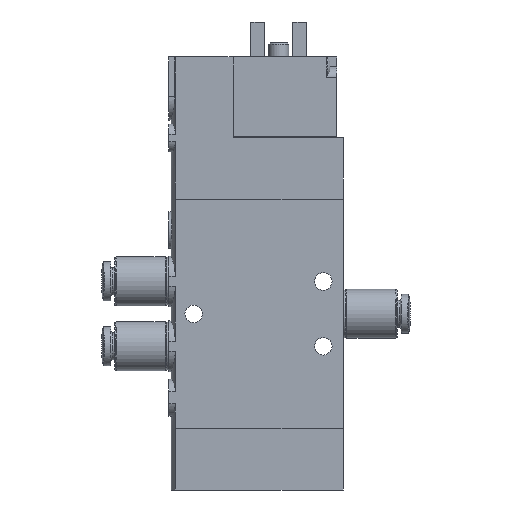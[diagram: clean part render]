
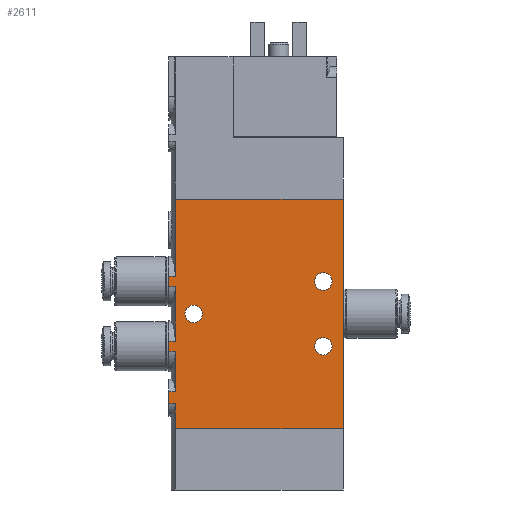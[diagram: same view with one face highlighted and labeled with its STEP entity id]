
A CAD part, left-side view. The second image highlights one B-rep face of the part: STEP entity #2611.
In plain terms, the highlighted face is planar.
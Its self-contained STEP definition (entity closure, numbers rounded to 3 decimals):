
#90=PLANE('',#3082);
#227=CIRCLE('',#3070,1.75);
#229=CIRCLE('',#3073,1.75);
#234=CIRCLE('',#3083,1.75);
#425=ORIENTED_EDGE('',*,*,#1080,.T.);
#426=ORIENTED_EDGE('',*,*,#1117,.T.);
#427=ORIENTED_EDGE('',*,*,#1109,.F.);
#428=ORIENTED_EDGE('',*,*,#1069,.T.);
#429=ORIENTED_EDGE('',*,*,#1082,.T.);
#430=ORIENTED_EDGE('',*,*,#1071,.T.);
#431=ORIENTED_EDGE('',*,*,#1112,.F.);
#432=ORIENTED_EDGE('',*,*,#1061,.T.);
#433=ORIENTED_EDGE('',*,*,#1085,.T.);
#434=ORIENTED_EDGE('',*,*,#1063,.T.);
#435=ORIENTED_EDGE('',*,*,#1104,.F.);
#436=ORIENTED_EDGE('',*,*,#1094,.T.);
#437=ORIENTED_EDGE('',*,*,#1098,.T.);
#438=ORIENTED_EDGE('',*,*,#1096,.T.);
#439=ORIENTED_EDGE('',*,*,#1107,.F.);
#440=ORIENTED_EDGE('',*,*,#1118,.F.);
#441=ORIENTED_EDGE('',*,*,#1102,.F.);
#442=ORIENTED_EDGE('',*,*,#1100,.F.);
#443=ORIENTED_EDGE('',*,*,#1119,.F.);
#1061=EDGE_CURVE('',#1422,#1421,#1676,.F.);
#1063=EDGE_CURVE('',#1423,#1424,#1677,.T.);
#1069=EDGE_CURVE('',#1430,#1429,#1680,.F.);
#1071=EDGE_CURVE('',#1431,#1432,#1681,.T.);
#1080=EDGE_CURVE('',#1441,#1440,#1685,.T.);
#1082=EDGE_CURVE('',#1429,#1431,#1687,.T.);
#1085=EDGE_CURVE('',#1421,#1423,#1689,.T.);
#1094=EDGE_CURVE('',#1449,#1450,#1694,.F.);
#1096=EDGE_CURVE('',#1452,#1451,#1695,.T.);
#1098=EDGE_CURVE('',#1450,#1452,#1696,.T.);
#1100=EDGE_CURVE('',#1454,#1454,#227,.F.);
#1102=EDGE_CURVE('',#1456,#1456,#229,.F.);
#1104=EDGE_CURVE('',#1449,#1424,#1697,.T.);
#1107=EDGE_CURVE('',#1459,#1451,#1699,.T.);
#1109=EDGE_CURVE('',#1430,#1460,#1701,.T.);
#1112=EDGE_CURVE('',#1422,#1432,#1703,.T.);
#1117=EDGE_CURVE('',#1440,#1460,#1707,.T.);
#1118=EDGE_CURVE('',#1441,#1459,#1708,.T.);
#1119=EDGE_CURVE('',#1463,#1463,#234,.F.);
#1421=VERTEX_POINT('',#4152);
#1422=VERTEX_POINT('',#4154);
#1423=VERTEX_POINT('',#4164);
#1424=VERTEX_POINT('',#4165);
#1429=VERTEX_POINT('',#4182);
#1430=VERTEX_POINT('',#4184);
#1431=VERTEX_POINT('',#4194);
#1432=VERTEX_POINT('',#4195);
#1440=VERTEX_POINT('',#4218);
#1441=VERTEX_POINT('',#4220);
#1449=VERTEX_POINT('',#4257);
#1450=VERTEX_POINT('',#4258);
#1451=VERTEX_POINT('',#4270);
#1452=VERTEX_POINT('',#4272);
#1454=VERTEX_POINT('',#4280);
#1456=VERTEX_POINT('',#4285);
#1459=VERTEX_POINT('',#4293);
#1460=VERTEX_POINT('',#4298);
#1463=VERTEX_POINT('',#4314);
#1676=LINE('',#4153,#1857);
#1677=LINE('',#4163,#1858);
#1680=LINE('',#4183,#1861);
#1681=LINE('',#4193,#1862);
#1685=LINE('',#4219,#1866);
#1687=LINE('',#4223,#1868);
#1689=LINE('',#4228,#1870);
#1694=LINE('',#4256,#1875);
#1695=LINE('',#4271,#1876);
#1696=LINE('',#4275,#1877);
#1697=LINE('',#4289,#1878);
#1699=LINE('',#4294,#1880);
#1701=LINE('',#4297,#1882);
#1703=LINE('',#4303,#1884);
#1707=LINE('',#4311,#1888);
#1708=LINE('',#4312,#1889);
#1857=VECTOR('',#3358,1000.);
#1858=VECTOR('',#3361,1000.);
#1861=VECTOR('',#3370,1000.);
#1862=VECTOR('',#3373,1000.);
#1866=VECTOR('',#3387,1000.);
#1868=VECTOR('',#3391,1000.);
#1870=VECTOR('',#3397,1000.);
#1875=VECTOR('',#3414,1000.);
#1876=VECTOR('',#3415,1000.);
#1877=VECTOR('',#3420,1000.);
#1878=VECTOR('',#3437,1000.);
#1880=VECTOR('',#3441,1000.);
#1882=VECTOR('',#3445,1000.);
#1884=VECTOR('',#3451,1000.);
#1888=VECTOR('',#3461,1000.);
#1889=VECTOR('',#3462,1000.);
#2066=EDGE_LOOP('',(#425,#426,#427,#428,#429,#430,#431,#432,#433,#434,#435,
#436,#437,#438,#439,#440));
#2067=EDGE_LOOP('',(#441));
#2068=EDGE_LOOP('',(#442));
#2069=EDGE_LOOP('',(#443));
#2312=FACE_BOUND('',#2066,.T.);
#2313=FACE_BOUND('',#2067,.T.);
#2314=FACE_BOUND('',#2068,.T.);
#2315=FACE_BOUND('',#2069,.T.);
#2611=ADVANCED_FACE('',(#2312,#2313,#2314,#2315),#90,.F.);
#3070=AXIS2_PLACEMENT_3D('',#4279,#3425,#3426);
#3073=AXIS2_PLACEMENT_3D('',#4284,#3431,#3432);
#3082=AXIS2_PLACEMENT_3D('',#4310,#3459,#3460);
#3083=AXIS2_PLACEMENT_3D('',#4313,#3463,#3464);
#3358=DIRECTION('',(0.,-1.,0.));
#3361=DIRECTION('',(0.,-1.,0.));
#3370=DIRECTION('',(0.,-1.,0.));
#3373=DIRECTION('',(0.,-1.,0.));
#3387=DIRECTION('',(-1.,0.,0.));
#3391=DIRECTION('',(1.,0.,0.));
#3397=DIRECTION('',(1.,0.,0.));
#3414=DIRECTION('',(0.,-1.,0.));
#3415=DIRECTION('',(0.,-1.,0.));
#3420=DIRECTION('',(1.,0.,0.));
#3425=DIRECTION('',(0.,0.,1.));
#3426=DIRECTION('',(1.,0.,0.));
#3431=DIRECTION('',(0.,0.,1.));
#3432=DIRECTION('',(1.,0.,0.));
#3437=DIRECTION('',(-1.,0.,0.));
#3441=DIRECTION('',(-1.,0.,0.));
#3445=DIRECTION('',(-1.,0.,0.));
#3451=DIRECTION('',(-1.,0.,0.));
#3459=DIRECTION('',(0.,0.,1.));
#3460=DIRECTION('',(1.,0.,0.));
#3461=DIRECTION('',(0.,1.,0.));
#3462=DIRECTION('',(0.,1.,0.));
#3463=DIRECTION('',(0.,0.,1.));
#3464=DIRECTION('',(1.,0.,0.));
#4152=CARTESIAN_POINT('',(28.495,35.,-5.));
#4153=CARTESIAN_POINT('',(28.495,0.,-5.));
#4154=CARTESIAN_POINT('',(28.495,33.642,-5.));
#4163=CARTESIAN_POINT('',(30.505,0.,-5.));
#4164=CARTESIAN_POINT('',(30.505,35.,-5.));
#4165=CARTESIAN_POINT('',(30.505,33.642,-5.));
#4182=CARTESIAN_POINT('',(15.495,35.,-5.));
#4183=CARTESIAN_POINT('',(15.495,0.,-5.));
#4184=CARTESIAN_POINT('',(15.495,33.642,-5.));
#4193=CARTESIAN_POINT('',(17.505,0.,-5.));
#4194=CARTESIAN_POINT('',(17.505,35.,-5.));
#4195=CARTESIAN_POINT('',(17.505,33.642,-5.));
#4218=CARTESIAN_POINT('',(0.,0.,-5.));
#4219=CARTESIAN_POINT('',(46.,0.,-5.));
#4220=CARTESIAN_POINT('',(46.,0.,-5.));
#4223=CARTESIAN_POINT('',(16.5,35.,-5.));
#4228=CARTESIAN_POINT('',(29.5,35.,-5.));
#4256=CARTESIAN_POINT('',(38.6,0.,-5.));
#4257=CARTESIAN_POINT('',(38.6,33.642,-5.));
#4258=CARTESIAN_POINT('',(38.6,35.,-5.));
#4270=CARTESIAN_POINT('',(41.,33.642,-5.));
#4271=CARTESIAN_POINT('',(41.,0.,-5.));
#4272=CARTESIAN_POINT('',(41.,35.,-5.));
#4275=CARTESIAN_POINT('',(39.8,35.,-5.));
#4279=CARTESIAN_POINT('',(16.5,4.,-5.));
#4280=CARTESIAN_POINT('',(18.25,4.,-5.));
#4284=CARTESIAN_POINT('',(29.5,4.,-5.));
#4285=CARTESIAN_POINT('',(31.25,4.,-5.));
#4289=CARTESIAN_POINT('',(46.,33.642,-5.));
#4293=CARTESIAN_POINT('',(46.,33.642,-5.));
#4294=CARTESIAN_POINT('',(46.,33.642,-5.));
#4297=CARTESIAN_POINT('',(46.,33.642,-5.));
#4298=CARTESIAN_POINT('',(0.,33.642,-5.));
#4303=CARTESIAN_POINT('',(46.,33.642,-5.));
#4310=CARTESIAN_POINT('',(46.,0.,-5.));
#4311=CARTESIAN_POINT('',(0.,0.,-5.));
#4312=CARTESIAN_POINT('',(46.,0.,-5.));
#4313=CARTESIAN_POINT('',(23.,30.,-5.));
#4314=CARTESIAN_POINT('',(24.75,30.,-5.));
